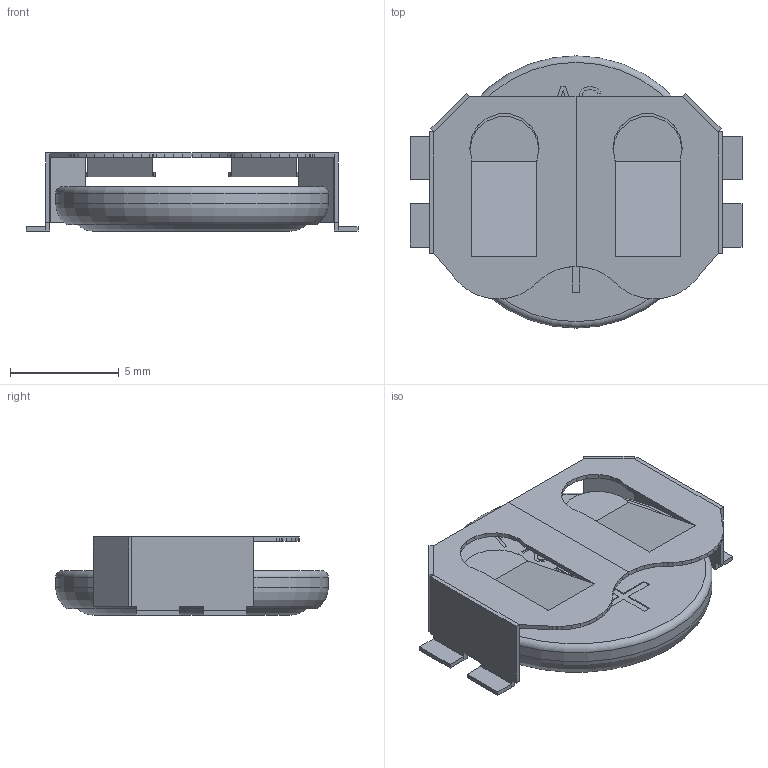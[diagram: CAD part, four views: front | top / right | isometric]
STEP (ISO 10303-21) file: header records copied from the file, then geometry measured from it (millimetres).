
FILE_DESCRIPTION(/* description */ (''),/* implementation_level */ '2;1');
FILE_NAME(/* name */ 'BatteryHolder_LINX_BAT-HLD-012-SMT-with-CR1220.step',/* time_stamp */ '2021-10-14T22:02:56+02:00',/* author */ (''),/* organization */ (''),/* preprocessor_version */ 'ST-DEVELOPER v18.1',/* originating_system */ 'Autodesk Translation Framework v10.10.0.1391',/* authorisation */ '');
FILE_SCHEMA (('AUTOMOTIVE_DESIGN { 1 0 10303 214 3 1 1 }'));
Length unit declared in the file: millimetre
Products named in the file (2): BatteryHolder_LINX_BAT-HLD-012-SMT; k_cr1220_lithium-cell v1
Assembly tree (1 placements, depth 2):
  BatteryHolder_LINX_BAT-HLD-012-SMT
    k_cr1220_lithium-cell v1
Bounding box: 15.3 x 12.55 x 3.6 mm (x, y, z)
Volume: 266.9 mm3; surface area: 678.3 mm2
Topology: 2 solids, 2 shells, 677 faces, 1893 edges, 1246 vertices
Faces by surface type: plane 672, torus 3, cylinder 1, cone 1
Full cylindrical faces by diameter (mm): 12.55 x1
Entity records: 21473 total; most frequent: CARTESIAN_POINT 3818, ORIENTED_EDGE 3786, DIRECTION 3262, EDGE_CURVE 1893, LINE 1882, VECTOR 1882, VERTEX_POINT 1246, EDGE_LOOP 706
